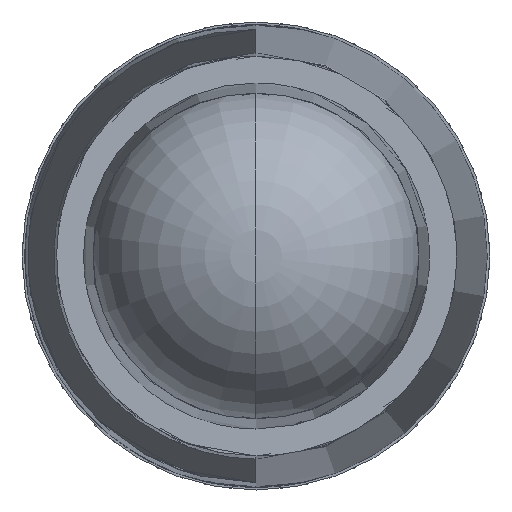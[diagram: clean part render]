
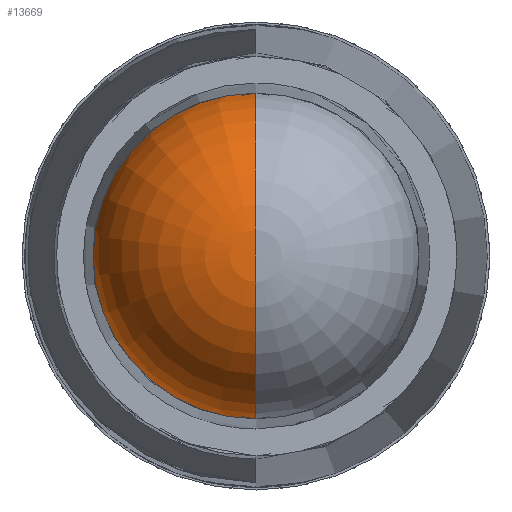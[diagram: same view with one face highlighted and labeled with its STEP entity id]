
A CAD part, left-side view. The second image highlights one B-rep face of the part: STEP entity #13669.
In plain terms, the highlighted toroidal (fillet/blend) face has major radius 0.292 mm and minor radius 4.342 mm.
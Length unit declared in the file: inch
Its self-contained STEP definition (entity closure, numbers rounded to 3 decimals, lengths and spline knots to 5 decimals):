
#942 = ORIENTED_EDGE ( 'NONE', *, *, #8853, .F. ) ;
#943 = ORIENTED_EDGE ( 'NONE', *, *, #8852, .T. ) ;
#944 = ORIENTED_EDGE ( 'NONE', *, *, #8854, .F. ) ;
#2333 = AXIS2_PLACEMENT_3D ( 'NONE', #18002, #18022, #18023 ) ;
#4523 = AXIS2_PLACEMENT_3D ( 'NONE', #13267, #13304, #13081 ) ;
#4524 = AXIS2_PLACEMENT_3D ( 'NONE', #13491, #13467, #13454 ) ;
#4525 = AXIS2_PLACEMENT_3D ( 'NONE', #13359, #13348, #13312 ) ;
#6575 = EDGE_LOOP ( 'NONE', ( #942, #943, #944 ) ) ;
#8852 = EDGE_CURVE ( 'NONE', #9325, #9278, #19489, .T. ) ;
#8853 = EDGE_CURVE ( 'NONE', #9325, #9090, #19323, .T. ) ;
#8854 = EDGE_CURVE ( 'NONE', #9090, #9278, #19491, .T. ) ;
#9090 = VERTEX_POINT ( 'NONE', #15927 ) ;
#9278 = VERTEX_POINT ( 'NONE', #15670 ) ;
#9325 = VERTEX_POINT ( 'NONE', #15842 ) ;
#12511 = FACE_OUTER_BOUND ( 'NONE', #6575, .T. ) ;
#12516 = TOROIDAL_SURFACE ( 'NONE', #2333, 0.01148, 0.17096 ) ;
#13081 = DIRECTION ( 'NONE',  ( 0., 0., 1. ) ) ;
#13267 = CARTESIAN_POINT ( 'NONE',  ( -13.93122, 0., 0.01148 ) ) ;
#13304 = DIRECTION ( 'NONE',  ( 0., 1., 0. ) ) ;
#13312 = DIRECTION ( 'NONE',  ( 0., 0., -1. ) ) ;
#13348 = DIRECTION ( 'NONE',  ( 1., 0., 0. ) ) ;
#13359 = CARTESIAN_POINT ( 'NONE',  ( -13.95079, 0., 0. ) ) ;
#13454 = DIRECTION ( 'NONE',  ( 0., 0., -1. ) ) ;
#13467 = DIRECTION ( 'NONE',  ( 0., -1., 0. ) ) ;
#13491 = CARTESIAN_POINT ( 'NONE',  ( -13.93122, 0., -0.01148 ) ) ;
#13669 = ADVANCED_FACE ( 'NONE', ( #12511 ), #12516, .T. ) ;
#15670 = CARTESIAN_POINT ( 'NONE',  ( -13.95079, 0., 0.18131 ) ) ;
#15842 = CARTESIAN_POINT ( 'NONE',  ( -14.10179, 0., 0. ) ) ;
#15927 = CARTESIAN_POINT ( 'NONE',  ( -13.95079, 0., -0.18131 ) ) ;
#18002 = CARTESIAN_POINT ( 'NONE',  ( -13.93122, 0., 0. ) ) ;
#18022 = DIRECTION ( 'NONE',  ( 1., 0., 0. ) ) ;
#18023 = DIRECTION ( 'NONE',  ( 0., 0., -1. ) ) ;
#19323 = CIRCLE ( 'NONE', #4524, 0.17096 ) ;
#19489 = CIRCLE ( 'NONE', #4523, 0.17096 ) ;
#19491 = CIRCLE ( 'NONE', #4525, 0.18131 ) ;
